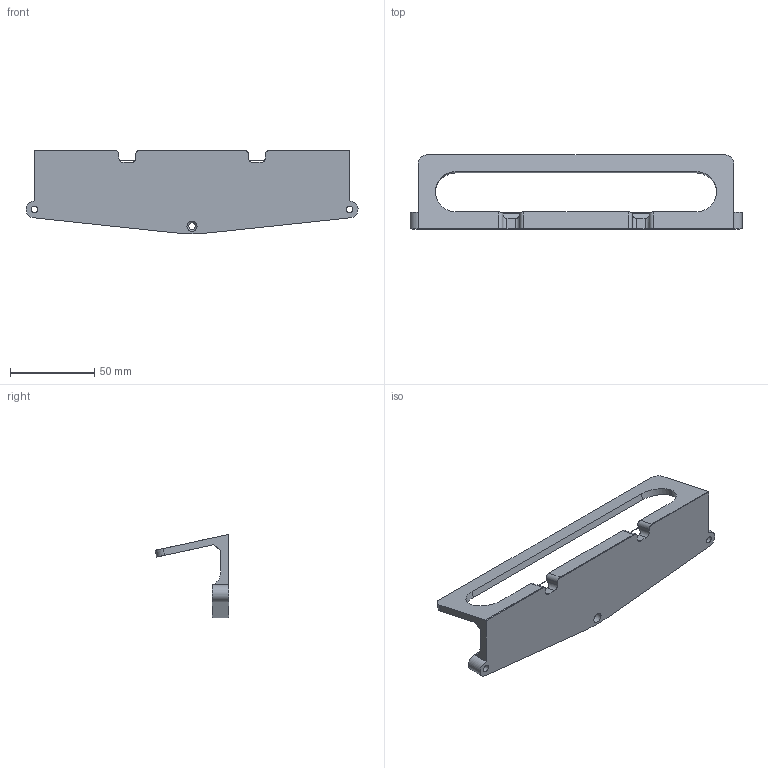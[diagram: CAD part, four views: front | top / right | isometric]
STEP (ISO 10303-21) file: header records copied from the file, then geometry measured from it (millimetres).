
FILE_DESCRIPTION(/* description */ (''),/* implementation_level */ '2;1');
FILE_NAME(/* name */ 'wordclock_tablestand_cable.step',/* time_stamp */ '2023-04-03T20:58:47+02:00',/* author */ (''),/* organization */ (''),/* preprocessor_version */ 'ST-DEVELOPER v19.2',/* originating_system */ 'Autodesk Translation Framework v11.17.0.187',/* authorisation */ '');
FILE_SCHEMA (('AUTOMOTIVE_DESIGN { 1 0 10303 214 3 1 1 }'));
Length unit declared in the file: millimetre
Products named in the file (1): wordclock_tablestand_cable
Bounding box: 196.99 x 43.87 x 49.36 mm (x, y, z)
Volume: 71718 mm3; surface area: 28716.4 mm2
Topology: 1 solids, 1 shells, 68 faces, 192 edges, 122 vertices
Faces by surface type: plane 35, cylinder 26, bspline 4, cone 3
Full cylindrical faces by diameter (mm): 4 x3, 6 x1
Entity records: 2287 total; most frequent: CARTESIAN_POINT 451, ORIENTED_EDGE 384, DIRECTION 374, EDGE_CURVE 192, LINE 128, VECTOR 128, AXIS2_PLACEMENT_3D 123, VERTEX_POINT 122
